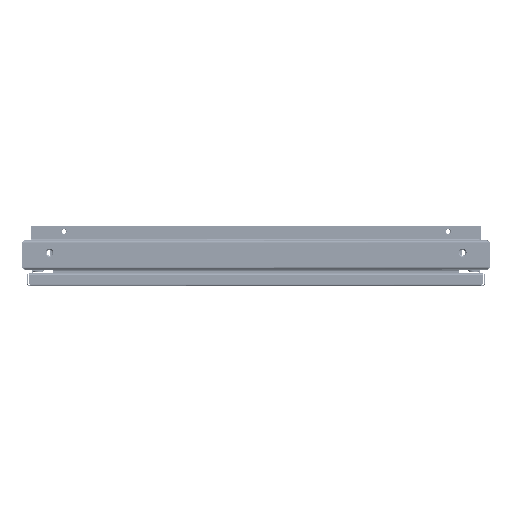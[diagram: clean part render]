
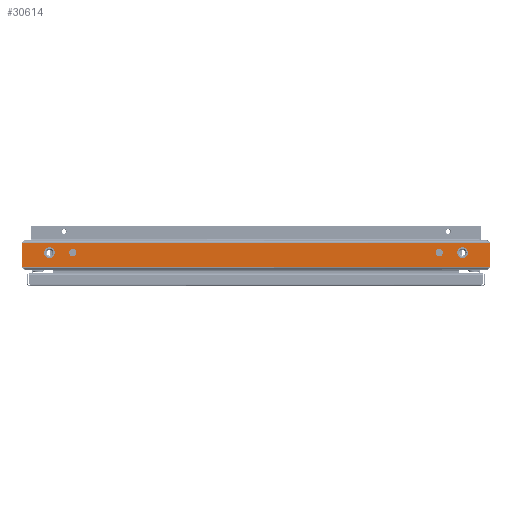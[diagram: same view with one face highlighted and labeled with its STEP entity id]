
A CAD part, front view. The second image highlights one B-rep face of the part: STEP entity #30614.
In plain terms, the highlighted face is planar.
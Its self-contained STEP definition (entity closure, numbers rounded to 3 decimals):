
#277 = CARTESIAN_POINT ( 'NONE',  ( 309.5, -3.319, 0. ) ) ;
#319 = DIRECTION ( 'NONE',  ( 0., 0., 1. ) ) ;
#1211 = VERTEX_POINT ( 'NONE', #20879 ) ;
#1409 = AXIS2_PLACEMENT_3D ( 'NONE', #12630, #319, #18610 ) ;
#1455 = CIRCLE ( 'NONE', #30636, 8. ) ;
#1627 = EDGE_CURVE ( 'NONE', #1211, #40204, #13727, .T. ) ;
#1977 = CARTESIAN_POINT ( 'NONE',  ( 350., -18., 0. ) ) ;
#2637 = FACE_BOUND ( 'NONE', #5730, .T. ) ;
#3337 = CARTESIAN_POINT ( 'NONE',  ( -317.5, -3.319, 0. ) ) ;
#3493 = EDGE_CURVE ( 'NONE', #5462, #60138, #29687, .T. ) ;
#3834 = LINE ( 'NONE', #57530, #42630 ) ;
#4505 = EDGE_CURVE ( 'NONE', #12409, #70884, #13176, .T. ) ;
#5462 = VERTEX_POINT ( 'NONE', #58273 ) ;
#5625 = CIRCLE ( 'NONE', #72924, 5.5 ) ;
#5626 = LINE ( 'NONE', #36237, #75222 ) ;
#5730 = EDGE_LOOP ( 'NONE', ( #49864, #36955 ) ) ;
#6179 = DIRECTION ( 'NONE',  ( 0., 0., -1. ) ) ;
#7729 = DIRECTION ( 'NONE',  ( 1., 0., 0. ) ) ;
#9901 = CARTESIAN_POINT ( 'NONE',  ( -309.5, -3.319, 0. ) ) ;
#10094 = CARTESIAN_POINT ( 'NONE',  ( -350., -18., 0. ) ) ;
#10425 = DIRECTION ( 'NONE',  ( -1., 0., 0. ) ) ;
#10549 = DIRECTION ( 'NONE',  ( 0., 0., 1. ) ) ;
#10961 = DIRECTION ( 'NONE',  ( 0., 0., 1. ) ) ;
#11322 = EDGE_CURVE ( 'NONE', #52896, #53759, #69172, .T. ) ;
#12124 = VERTEX_POINT ( 'NONE', #68475 ) ;
#12409 = VERTEX_POINT ( 'NONE', #72389 ) ;
#12630 = CARTESIAN_POINT ( 'NONE',  ( -274.5, -3.319, 0. ) ) ;
#13176 = CIRCLE ( 'NONE', #72845, 8. ) ;
#13328 = VERTEX_POINT ( 'NONE', #43947 ) ;
#13727 = CIRCLE ( 'NONE', #46790, 5.5 ) ;
#13889 = DIRECTION ( 'NONE',  ( 1., 0., 0. ) ) ;
#14176 = DIRECTION ( 'NONE',  ( 0., 0., -1. ) ) ;
#15055 = DIRECTION ( 'NONE',  ( 1., 0., 0. ) ) ;
#15776 = ORIENTED_EDGE ( 'NONE', *, *, #22690, .T. ) ;
#15973 = DIRECTION ( 'NONE',  ( -1., 0., 0. ) ) ;
#15978 = EDGE_CURVE ( 'NONE', #60138, #34637, #73569, .T. ) ;
#16049 = AXIS2_PLACEMENT_3D ( 'NONE', #63887, #14176, #21714 ) ;
#16891 = CARTESIAN_POINT ( 'NONE',  ( -309.5, -3.319, 0. ) ) ;
#18610 = DIRECTION ( 'NONE',  ( 1., 0., 0. ) ) ;
#18712 = CARTESIAN_POINT ( 'NONE',  ( -350., -18., 0. ) ) ;
#18949 = EDGE_CURVE ( 'NONE', #43630, #52006, #30600, .T. ) ;
#19002 = VECTOR ( 'NONE', #56521, 1000. ) ;
#19341 = DIRECTION ( 'NONE',  ( 0., 0., -1. ) ) ;
#19790 = ORIENTED_EDGE ( 'NONE', *, *, #61403, .T. ) ;
#20139 = PLANE ( 'NONE',  #16049 ) ;
#20656 = VECTOR ( 'NONE', #44849, 1000. ) ;
#20805 = AXIS2_PLACEMENT_3D ( 'NONE', #277, #19341, #43214 ) ;
#20879 = CARTESIAN_POINT ( 'NONE',  ( 280., -3.319, 0. ) ) ;
#21714 = DIRECTION ( 'NONE',  ( -1., 0., 0. ) ) ;
#22281 = EDGE_CURVE ( 'NONE', #43482, #13328, #3834, .T. ) ;
#22535 = CARTESIAN_POINT ( 'NONE',  ( -350., -22., 0. ) ) ;
#22569 = CARTESIAN_POINT ( 'NONE',  ( -348., 18., 0. ) ) ;
#22690 = EDGE_CURVE ( 'NONE', #34637, #52896, #37971, .T. ) ;
#25040 = CIRCLE ( 'NONE', #61886, 5.5 ) ;
#25120 = EDGE_CURVE ( 'NONE', #53759, #43482, #43677, .T. ) ;
#25507 = VECTOR ( 'NONE', #13889, 1000. ) ;
#26112 = VECTOR ( 'NONE', #34895, 1000. ) ;
#26507 = FACE_BOUND ( 'NONE', #54186, .T. ) ;
#26913 = VERTEX_POINT ( 'NONE', #44652 ) ;
#27316 = DIRECTION ( 'NONE',  ( -1., 0., 0. ) ) ;
#28267 = DIRECTION ( 'NONE',  ( -1., 0., 0. ) ) ;
#28471 = ORIENTED_EDGE ( 'NONE', *, *, #18949, .F. ) ;
#28876 = LINE ( 'NONE', #65437, #19002 ) ;
#28901 = CARTESIAN_POINT ( 'NONE',  ( 347.935, -18., 0. ) ) ;
#29281 = DIRECTION ( 'NONE',  ( -1., 0., 0. ) ) ;
#29687 = LINE ( 'NONE', #22535, #26112 ) ;
#30257 = DIRECTION ( 'NONE',  ( 1., 0., 0. ) ) ;
#30600 = CIRCLE ( 'NONE', #1409, 5.5 ) ;
#30614 = ADVANCED_FACE ( 'NONE', ( #26507, #75807, #2637, #32862, #68655 ), #20139, .F. ) ;
#30636 = AXIS2_PLACEMENT_3D ( 'NONE', #60651, #6179, #29281 ) ;
#32862 = FACE_BOUND ( 'NONE', #68872, .T. ) ;
#34132 = ORIENTED_EDGE ( 'NONE', *, *, #1627, .T. ) ;
#34637 = VERTEX_POINT ( 'NONE', #43571 ) ;
#34895 = DIRECTION ( 'NONE',  ( 0., -1., 0. ) ) ;
#35078 = CARTESIAN_POINT ( 'NONE',  ( 274.5, -3.319, 0. ) ) ;
#35137 = ORIENTED_EDGE ( 'NONE', *, *, #3493, .T. ) ;
#35925 = CARTESIAN_POINT ( 'NONE',  ( -280., -3.319, 0. ) ) ;
#36237 = CARTESIAN_POINT ( 'NONE',  ( 350., 18., 0. ) ) ;
#36955 = ORIENTED_EDGE ( 'NONE', *, *, #42375, .F. ) ;
#37604 = ORIENTED_EDGE ( 'NONE', *, *, #71869, .T. ) ;
#37971 = LINE ( 'NONE', #62203, #74286 ) ;
#39050 = EDGE_CURVE ( 'NONE', #13328, #46189, #28876, .T. ) ;
#40204 = VERTEX_POINT ( 'NONE', #48216 ) ;
#40258 = DIRECTION ( 'NONE',  ( 0., 0., -1. ) ) ;
#40362 = ORIENTED_EDGE ( 'NONE', *, *, #39050, .T. ) ;
#40596 = DIRECTION ( 'NONE',  ( 0., 0., -1. ) ) ;
#41581 = CARTESIAN_POINT ( 'NONE',  ( -274.5, -3.319, 0. ) ) ;
#41738 = VECTOR ( 'NONE', #30257, 1000. ) ;
#42375 = EDGE_CURVE ( 'NONE', #70884, #12409, #68724, .T. ) ;
#42630 = VECTOR ( 'NONE', #27316, 1000. ) ;
#43214 = DIRECTION ( 'NONE',  ( -1., 0., 0. ) ) ;
#43482 = VERTEX_POINT ( 'NONE', #61630 ) ;
#43571 = CARTESIAN_POINT ( 'NONE',  ( -347.935, -18., 0. ) ) ;
#43630 = VERTEX_POINT ( 'NONE', #58419 ) ;
#43677 = LINE ( 'NONE', #56390, #20656 ) ;
#43799 = ORIENTED_EDGE ( 'NONE', *, *, #50234, .F. ) ;
#43947 = CARTESIAN_POINT ( 'NONE',  ( 348., 18., 0. ) ) ;
#44652 = CARTESIAN_POINT ( 'NONE',  ( 317.5, -3.319, 0. ) ) ;
#44849 = DIRECTION ( 'NONE',  ( 0., 1., 0. ) ) ;
#45275 = DIRECTION ( 'NONE',  ( 0., 0., 1. ) ) ;
#46189 = VERTEX_POINT ( 'NONE', #22569 ) ;
#46790 = AXIS2_PLACEMENT_3D ( 'NONE', #75965, #40596, #28267 ) ;
#48216 = CARTESIAN_POINT ( 'NONE',  ( 269., -3.319, 0. ) ) ;
#48228 = ORIENTED_EDGE ( 'NONE', *, *, #49924, .T. ) ;
#49864 = ORIENTED_EDGE ( 'NONE', *, *, #4505, .F. ) ;
#49924 = EDGE_CURVE ( 'NONE', #12124, #26913, #76699, .T. ) ;
#50234 = EDGE_CURVE ( 'NONE', #52006, #43630, #5625, .T. ) ;
#52006 = VERTEX_POINT ( 'NONE', #35925 ) ;
#52896 = VERTEX_POINT ( 'NONE', #28901 ) ;
#52911 = EDGE_CURVE ( 'NONE', #26913, #12124, #1455, .T. ) ;
#53759 = VERTEX_POINT ( 'NONE', #1977 ) ;
#54186 = EDGE_LOOP ( 'NONE', ( #60430, #48228 ) ) ;
#56060 = CARTESIAN_POINT ( 'NONE',  ( -350., -18., 0. ) ) ;
#56390 = CARTESIAN_POINT ( 'NONE',  ( 350., -22., 0. ) ) ;
#56521 = DIRECTION ( 'NONE',  ( -1., 0., 0. ) ) ;
#57253 = AXIS2_PLACEMENT_3D ( 'NONE', #9901, #45275, #15055 ) ;
#57530 = CARTESIAN_POINT ( 'NONE',  ( 350., 18., 0. ) ) ;
#58273 = CARTESIAN_POINT ( 'NONE',  ( -350., 18., 0. ) ) ;
#58419 = CARTESIAN_POINT ( 'NONE',  ( -269., -3.319, 0. ) ) ;
#58517 = ORIENTED_EDGE ( 'NONE', *, *, #15978, .T. ) ;
#59951 = EDGE_LOOP ( 'NONE', ( #58517, #15776, #62739, #72277, #74014, #40362, #37604, #35137 ) ) ;
#60138 = VERTEX_POINT ( 'NONE', #10094 ) ;
#60430 = ORIENTED_EDGE ( 'NONE', *, *, #52911, .T. ) ;
#60651 = CARTESIAN_POINT ( 'NONE',  ( 309.5, -3.319, 0. ) ) ;
#61403 = EDGE_CURVE ( 'NONE', #40204, #1211, #25040, .T. ) ;
#61630 = CARTESIAN_POINT ( 'NONE',  ( 350., 18., 0. ) ) ;
#61886 = AXIS2_PLACEMENT_3D ( 'NONE', #35078, #40258, #15973 ) ;
#62203 = CARTESIAN_POINT ( 'NONE',  ( -350., -18., 0. ) ) ;
#62739 = ORIENTED_EDGE ( 'NONE', *, *, #11322, .T. ) ;
#63887 = CARTESIAN_POINT ( 'NONE',  ( 0., 0., 0. ) ) ;
#65437 = CARTESIAN_POINT ( 'NONE',  ( 350., 18., 0. ) ) ;
#68475 = CARTESIAN_POINT ( 'NONE',  ( 301.5, -3.319, 0. ) ) ;
#68655 = FACE_OUTER_BOUND ( 'NONE', #59951, .T. ) ;
#68724 = CIRCLE ( 'NONE', #57253, 8. ) ;
#68872 = EDGE_LOOP ( 'NONE', ( #28471, #43799 ) ) ;
#69172 = LINE ( 'NONE', #56060, #25507 ) ;
#69705 = EDGE_LOOP ( 'NONE', ( #34132, #19790 ) ) ;
#70884 = VERTEX_POINT ( 'NONE', #3337 ) ;
#71869 = EDGE_CURVE ( 'NONE', #46189, #5462, #5626, .T. ) ;
#72277 = ORIENTED_EDGE ( 'NONE', *, *, #25120, .T. ) ;
#72389 = CARTESIAN_POINT ( 'NONE',  ( -301.5, -3.319, 0. ) ) ;
#72845 = AXIS2_PLACEMENT_3D ( 'NONE', #16891, #10549, #78484 ) ;
#72924 = AXIS2_PLACEMENT_3D ( 'NONE', #41581, #10961, #77751 ) ;
#73569 = LINE ( 'NONE', #18712, #41738 ) ;
#74014 = ORIENTED_EDGE ( 'NONE', *, *, #22281, .T. ) ;
#74286 = VECTOR ( 'NONE', #7729, 1000. ) ;
#75222 = VECTOR ( 'NONE', #10425, 1000. ) ;
#75807 = FACE_BOUND ( 'NONE', #69705, .T. ) ;
#75965 = CARTESIAN_POINT ( 'NONE',  ( 274.5, -3.319, 0. ) ) ;
#76699 = CIRCLE ( 'NONE', #20805, 8. ) ;
#77751 = DIRECTION ( 'NONE',  ( 1., 0., 0. ) ) ;
#78484 = DIRECTION ( 'NONE',  ( 1., 0., 0. ) ) ;
